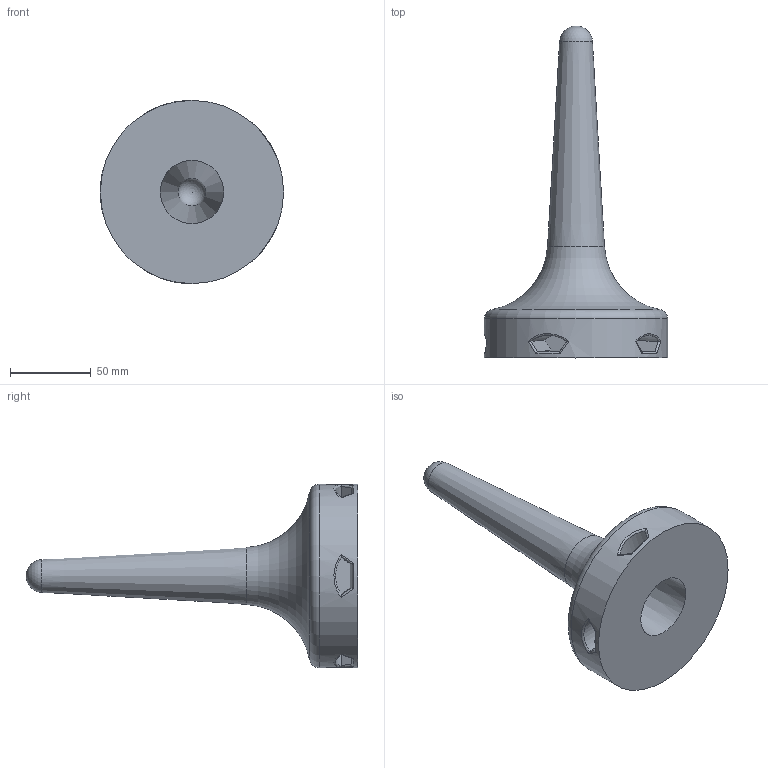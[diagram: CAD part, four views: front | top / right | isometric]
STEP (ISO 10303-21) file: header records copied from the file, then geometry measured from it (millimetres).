
FILE_DESCRIPTION(('FreeCAD Model'),'2;1');
FILE_NAME('Open CASCADE Shape Model','2024-01-15T17:15:57',(''),(''), 'Open CASCADE STEP processor 7.6','FreeCAD','Unknown');
FILE_SCHEMA(('AUTOMOTIVE_DESIGN { 1 0 10303 214 1 1 1 1 }'));
Length unit declared in the file: millimetre
Products named in the file (2): Vertical; Body
Assembly tree (1 placements, depth 2):
  Vertical
    Body
Bounding box: 113.78 x 206 x 113.78 mm (x, y, z)
Volume: 327690.1 mm3; surface area: 68053.9 mm2
Topology: 1 solids, 1 shells, 53 faces, 173 edges, 89 vertices
Faces by surface type: plane 21, bspline 20, cylinder 6, torus 2, cone 2, sphere 2
Full cylindrical faces by diameter (mm): 113.784 x1
Entity records: 10236 total; most frequent: CARTESIAN_POINT 7929, DIRECTION 288, ORIENTED_EDGE 268, PCURVE 268, DEFINITIONAL_REPRESENTATION 268, LINE 179, VECTOR 179, B_SPLINE_CURVE_WITH_KNOTS 175
